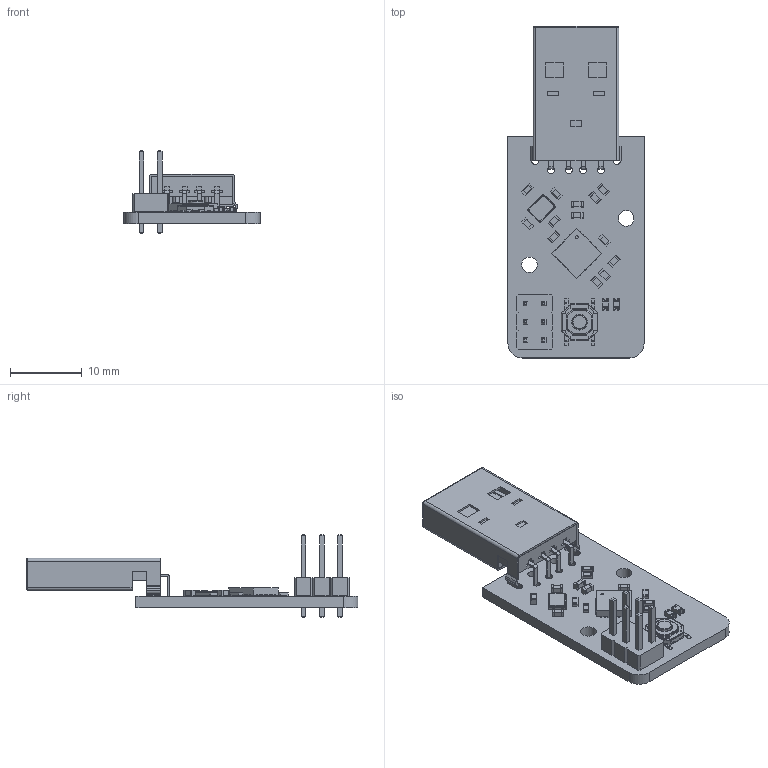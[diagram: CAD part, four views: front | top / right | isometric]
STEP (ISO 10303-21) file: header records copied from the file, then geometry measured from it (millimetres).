
FILE_DESCRIPTION(('KiCad electronic assembly'),'2;1');
FILE_NAME('mouseJiggler.step','2021-12-06T23:11:45',('An Author'),( 'A Company'),'Open CASCADE STEP processor 7.5', 'KiCad to STEP converter','Unknown');
FILE_SCHEMA(('AUTOMOTIVE_DESIGN { 1 0 10303 214 1 1 1 1 }'));
Length unit declared in the file: millimetre
Products named in the file (18): Open CASCADE STEP translator 7.5 1; C_0603_1608Metric; SOLID; D_0603_1608Metric; 48037-0001; COMPOUND; PinHeader_2x03_P2.54mm_Vertical; R_0603_1608Metric; TS-1187A-B-A-B; QFN-32-1EP_5x5mm_P0.5mm_EP3.1x3.1mm; Crystal_SMD_3225-4Pin_3.2x2.5mm
Assembly tree (29 placements, depth 3):
  Open CASCADE STEP translator 7.5 1
    C_0603_1608Metric  x6
      SOLID
    D_0603_1608Metric  x2
      SOLID
    48037-0001
      COMPOUND
    PinHeader_2x03_P2.54mm_Vertical
      SOLID
    R_0603_1608Metric  x7
      SOLID
    TS-1187A-B-A-B
      COMPOUND
    QFN-32-1EP_5x5mm_P0.5mm_EP3.1x3.1mm
      SOLID
    Crystal_SMD_3225-4Pin_3.2x2.5mm
      SOLID
    COMPOUND
Bounding box: 19 x 46.36 x 11.54 mm (x, y, z)
Volume: 1808 mm3; surface area: 3738.3 mm2
Topology: 32 solids, 32 shells, 1353 faces, 3567 edges, 2294 vertices
Faces by surface type: plane 932, cylinder 371, sphere 24, torus 18, cone 8
Full cylindrical faces by diameter (mm): 0.4 x1, 1 x10, 1.25 x2, 2.2 x2
Entity records: 71909 total; most frequent: CARTESIAN_POINT 14187, DIRECTION 10281, LINE 6986, VECTOR 6986, ORIENTED_EDGE 5334, PCURVE 5334, DEFINITIONAL_REPRESENTATION 5334, EDGE_CURVE 2667
